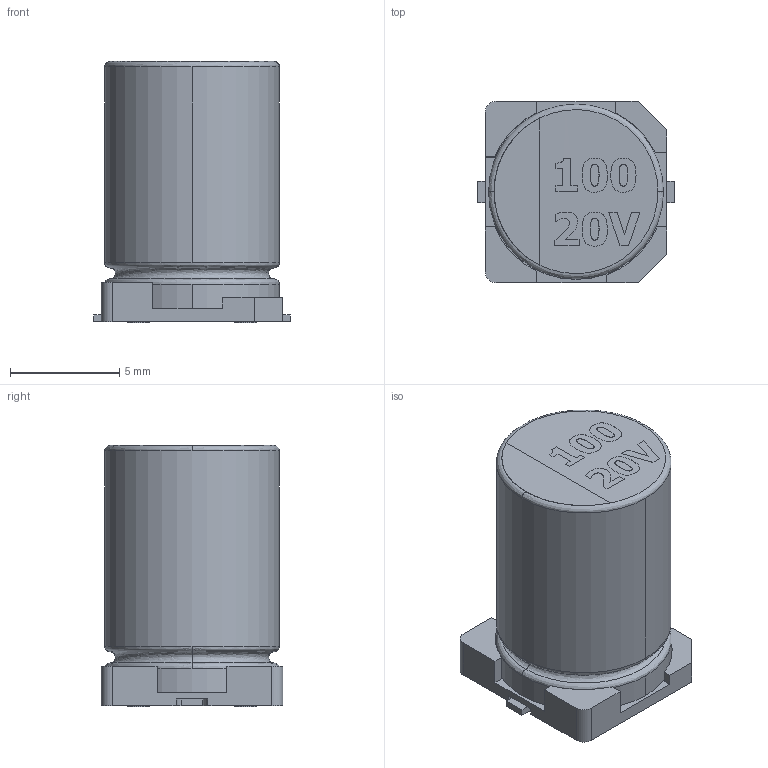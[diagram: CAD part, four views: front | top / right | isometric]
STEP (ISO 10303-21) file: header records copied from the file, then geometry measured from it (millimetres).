
FILE_DESCRIPTION(('FreeCAD Model'),'2;1');
FILE_NAME('cap_al_el_6x8.step','2015-12-17T22:57:32',('Author'),(''), 'Open CASCADE STEP processor 6.8','FreeCAD','Unknown');
FILE_SCHEMA(('AUTOMOTIVE_DESIGN_CC2 { 1 2 10303 214 -1 1 5 4 }'));
Length unit declared in the file: millimetre
Products named in the file (2): ASSEMBLY; User_Library-SMD_Polymer_Aluminum_Electrolytic_Capacitors_E12_100uF_
20V
Assembly tree (1 placements, depth 2):
  ASSEMBLY
    User_Library-SMD_Polymer_Aluminum_Electrolytic_Capacitors_E12_100uF_
20V
Bounding box: 9 x 8.3 x 11.95 mm (x, y, z)
Volume: 611.5 mm3; surface area: 493 mm2
Topology: 1 solids, 1 shells, 161 faces, 416 edges, 271 vertices
Faces by surface type: plane 81, bspline 55, cylinder 25
Entity records: 19432 total; most frequent: CARTESIAN_POINT 10999, DIRECTION 987, ORIENTED_EDGE 832, PCURVE 832, DEFINITIONAL_REPRESENTATION 832, LINE 588, VECTOR 588, B_SPLINE_CURVE_WITH_KNOTS 528
